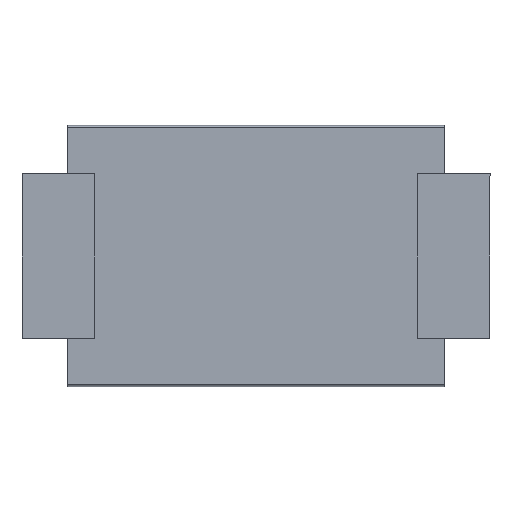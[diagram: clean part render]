
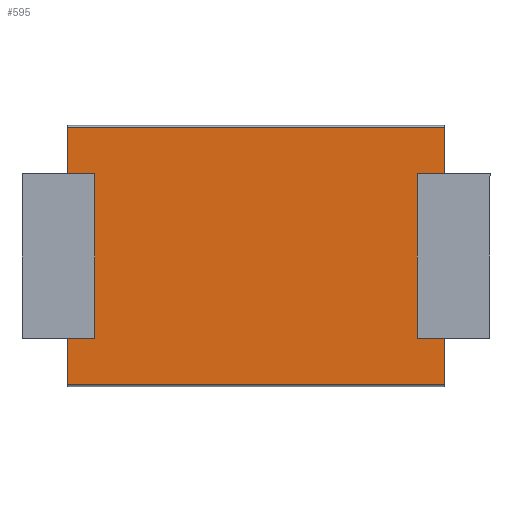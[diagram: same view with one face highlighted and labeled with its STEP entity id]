
A CAD part, front view. The second image highlights one B-rep face of the part: STEP entity #595.
In plain terms, the highlighted face is planar.
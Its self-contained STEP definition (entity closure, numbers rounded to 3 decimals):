
#155=VERTEX_POINT('',#856);
#156=VERTEX_POINT('',#858);
#157=VERTEX_POINT('',#862);
#158=VERTEX_POINT('',#864);
#208=VECTOR('',#719,1.);
#209=VECTOR('',#723,1.);
#210=VECTOR('',#724,1.);
#211=VECTOR('',#725,1.);
#270=LINE('',#857,#208);
#271=LINE('',#861,#209);
#272=LINE('',#863,#210);
#273=LINE('',#865,#211);
#337=EDGE_CURVE('',#156,#155,#270,.T.);
#339=EDGE_CURVE('',#155,#157,#271,.T.);
#340=EDGE_CURVE('',#158,#157,#272,.T.);
#341=EDGE_CURVE('',#156,#158,#273,.T.);
#439=ORIENTED_EDGE('',*,*,#339,.T.);
#440=ORIENTED_EDGE('',*,*,#340,.F.);
#441=ORIENTED_EDGE('',*,*,#341,.F.);
#442=ORIENTED_EDGE('',*,*,#337,.T.);
#528=EDGE_LOOP('',(#439,#440,#441,#442));
#562=FACE_BOUND('',#528,.T.);
#595=ADVANCED_FACE('',(#562),#944,.T.);
#634=AXIS2_PLACEMENT_3D('',#860,#722,$);
#719=DIRECTION('',(0.,1.,0.));
#722=DIRECTION('',(0.,0.,1.));
#723=DIRECTION('',(-1.,0.,0.));
#724=DIRECTION('',(0.,1.,0.));
#725=DIRECTION('',(-1.,0.,0.));
#856=CARTESIAN_POINT('',(1.325,1.95,-0.013));
#857=CARTESIAN_POINT('',(1.325,-1.95,-0.013));
#858=CARTESIAN_POINT('',(1.325,-1.95,-0.013));
#860=CARTESIAN_POINT('',(-0.662,-1.95,-0.013));
#861=CARTESIAN_POINT('',(1.325,1.95,-0.013));
#862=CARTESIAN_POINT('',(-1.325,1.95,-0.013));
#863=CARTESIAN_POINT('',(-1.325,-1.95,-0.013));
#864=CARTESIAN_POINT('',(-1.325,-1.95,-0.013));
#865=CARTESIAN_POINT('',(1.325,-1.95,-0.013));
#944=PLANE('',#634);
